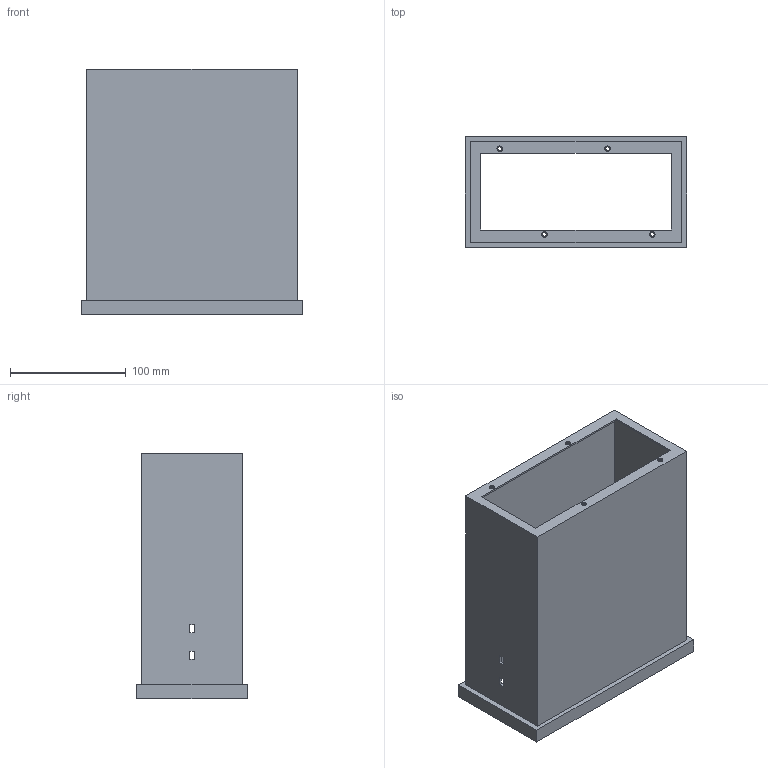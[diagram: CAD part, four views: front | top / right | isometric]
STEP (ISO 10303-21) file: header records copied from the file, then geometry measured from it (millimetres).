
FILE_DESCRIPTION (( 'STEP AP214' ), '1' );
FILE_NAME ('IC-192-01.STEP', '2022-01-24T10:18:02', ( '' ), ( '' ), 'SwSTEP 2.0', 'SolidWorks 2017', '' );
FILE_SCHEMA (( 'AUTOMOTIVE_DESIGN' ));
Length unit declared in the file: millimetre
Products named in the file (3): IC-192-01; Case IC-192
Assembly tree (1 placements, depth 2):
  IC-192-01
    Case IC-192
  Case IC-192
Bounding box: 192 x 96 x 212.5 mm (x, y, z)
Volume: 214701.7 mm3; surface area: 241677.8 mm2
Topology: 1 solids, 1 shells, 57 faces, 148 edges, 96 vertices
Faces by surface type: plane 41, cone 8, cylinder 8
Entity records: 1839 total; most frequent: CARTESIAN_POINT 306, ORIENTED_EDGE 296, DIRECTION 296, EDGE_CURVE 148, VECTOR 124, LINE 124, VERTEX_POINT 96, AXIS2_PLACEMENT_3D 86
